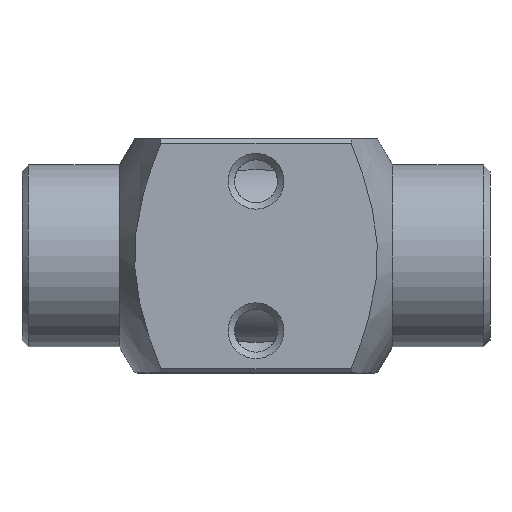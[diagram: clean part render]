
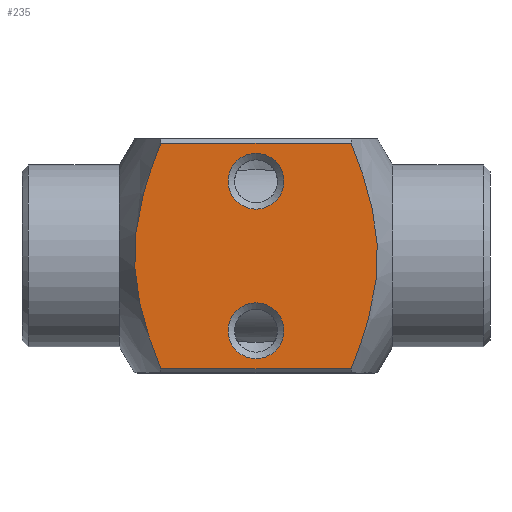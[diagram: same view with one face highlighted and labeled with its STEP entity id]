
A CAD part, front view. The second image highlights one B-rep face of the part: STEP entity #235.
In plain terms, the highlighted planar face has unit normal (0, -1, 0).
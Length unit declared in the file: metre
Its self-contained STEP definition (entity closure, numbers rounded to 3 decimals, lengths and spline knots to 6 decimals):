
#235 = ADVANCED_FACE( 'NONE', ( #582, #583, #584 ), #585, .F. );
#582 = FACE_OUTER_BOUND( '', #1069, .T. );
#583 = FACE_BOUND( '', #1070, .T. );
#584 = FACE_BOUND( '', #1071, .T. );
#585 = PLANE( '', #1072 );
#1069 = EDGE_LOOP( '', ( #1708, #1709, #1710, #1711 ) );
#1070 = EDGE_LOOP( '', ( #1712 ) );
#1071 = EDGE_LOOP( '', ( #1713 ) );
#1072 = AXIS2_PLACEMENT_3D( '', #1714, #1715, #1716 );
#1708 = ORIENTED_EDGE( '', *, *, #2881, .F. );
#1709 = ORIENTED_EDGE( '', *, *, #2882, .F. );
#1710 = ORIENTED_EDGE( '', *, *, #2883, .F. );
#1711 = ORIENTED_EDGE( '', *, *, #2884, .F. );
#1712 = ORIENTED_EDGE( '', *, *, #2885, .T. );
#1713 = ORIENTED_EDGE( '', *, *, #2878, .F. );
#1714 = CARTESIAN_POINT( '', ( -0.018, -0.009, -0.009 ) );
#1715 = DIRECTION( '', ( 0., 1., 0. ) );
#1716 = DIRECTION( '', ( 1., 0., 0. ) );
#2878 = EDGE_CURVE( 'NONE', #3488, #3488, #3489, .T. );
#2881 = EDGE_CURVE( 'NONE', #3493, #3494, #3495, .T. );
#2882 = EDGE_CURVE( 'NONE', #3496, #3493, #3497, .T. );
#2883 = EDGE_CURVE( 'NONE', #3498, #3496, #3499, .T. );
#2884 = EDGE_CURVE( 'NONE', #3494, #3498, #3500, .T. );
#2885 = EDGE_CURVE( 'NONE', #3501, #3501, #3502, .T. );
#3488 = VERTEX_POINT( '', #4467 );
#3489 = CIRCLE( '', #4468, 0.00215 );
#3493 = VERTEX_POINT( 'NONE', #4472 );
#3494 = VERTEX_POINT( 'NONE', #4473 );
#3495 = LINE( '', #4474, #4475 );
#3496 = VERTEX_POINT( 'NONE', #4476 );
#3497 = B_SPLINE_CURVE_WITH_KNOTS( '', 3, ( #4477, #4478, #4479, #4480, #4481, #4482, #4483, #4484, #4485, #4486, #4487, #4488, #4489, #4490, #4491, #4492, #4493, #4494, #4495, #4496, #4497, #4498 ), .UNSPECIFIED., .F., .F., ( 4, 1, 1, 1, 1, 1, 1, 1, 1, 1, 1, 1, 1, 1, 1, 1, 1, 1, 1, 4 ), ( 0., 0.03901, 0.076866, 0.113619, 0.149331, 0.184079, 0.21795, 0.25105, 0.314494, 0.37607, 0.439314, 0.501923, 0.563709, 0.626267, 0.68733, 0.750178, 0.808329, 0.869063, 0.93284, 1. ), .UNSPECIFIED. );
#3498 = VERTEX_POINT( 'NONE', #4499 );
#3499 = LINE( '', #4500, #4501 );
#3500 = B_SPLINE_CURVE_WITH_KNOTS( '', 3, ( #4502, #4503, #4504, #4505, #4506, #4507, #4508, #4509, #4510, #4511, #4512, #4513, #4514, #4515, #4516, #4517, #4518, #4519, #4520, #4521, #4522, #4523 ), .UNSPECIFIED., .F., .F., ( 4, 1, 1, 1, 1, 1, 1, 1, 1, 1, 1, 1, 1, 1, 1, 1, 1, 1, 1, 4 ), ( 0., 0.038806, 0.07647, 0.113041, 0.148582, 0.183167, 0.216881, 0.249829, 0.312671, 0.373741, 0.436292, 0.498084, 0.560687, 0.623938, 0.685507, 0.748958, 0.807377, 0.868398, 0.932491, 1. ), .UNSPECIFIED. );
#3501 = VERTEX_POINT( '', #4524 );
#3502 = CIRCLE( '', #4525, 0.00215 );
#4467 = CARTESIAN_POINT( '', ( 0., -0.009, 0.0079 ) );
#4468 = AXIS2_PLACEMENT_3D( '', #5717, #5718, #5719 );
#4472 = CARTESIAN_POINT( '', ( 0.007325, -0.009, -0.008675 ) );
#4473 = CARTESIAN_POINT( '', ( -0.007325, -0.009, -0.008675 ) );
#4474 = CARTESIAN_POINT( '', ( 0.015, -0.009, -0.008675 ) );
#4475 = VECTOR( '', #5723, 1. );
#4476 = CARTESIAN_POINT( '', ( 0.007325, -0.009, 0.008675 ) );
#4477 = CARTESIAN_POINT( '', ( 0.007325, -0.009, 0.008675 ) );
#4478 = CARTESIAN_POINT( '', ( 0.00741, -0.009, 0.008458 ) );
#4479 = CARTESIAN_POINT( '', ( 0.00758, -0.009, 0.008031 ) );
#4480 = CARTESIAN_POINT( '', ( 0.007818, -0.009, 0.007395 ) );
#4481 = CARTESIAN_POINT( '', ( 0.00804, -0.009, 0.006775 ) );
#4482 = CARTESIAN_POINT( '', ( 0.008244, -0.009, 0.006168 ) );
#4483 = CARTESIAN_POINT( '', ( 0.008432, -0.009, 0.005573 ) );
#4484 = CARTESIAN_POINT( '', ( 0.008602, -0.009, 0.00499 ) );
#4485 = CARTESIAN_POINT( '', ( 0.008804, -0.009, 0.004237 ) );
#4486 = CARTESIAN_POINT( '', ( 0.009015, -0.009, 0.003316 ) );
#4487 = CARTESIAN_POINT( '', ( 0.009203, -0.009, 0.002206 ) );
#4488 = CARTESIAN_POINT( '', ( 0.009321, -0.008999, 0.001092 ) );
#4489 = CARTESIAN_POINT( '', ( 0.009358, -0.009, -0.00003 ) );
#4490 = CARTESIAN_POINT( '', ( 0.009317, -0.008999, -0.001147 ) );
#4491 = CARTESIAN_POINT( '', ( 0.009197, -0.009001, -0.002249 ) );
#4492 = CARTESIAN_POINT( '', ( 0.009008, -0.009, -0.003347 ) );
#4493 = CARTESIAN_POINT( '', ( 0.008764, -0.009, -0.004408 ) );
#4494 = CARTESIAN_POINT( '', ( 0.008473, -0.009, -0.005454 ) );
#4495 = CARTESIAN_POINT( '', ( 0.00814, -0.009, -0.006493 ) );
#4496 = CARTESIAN_POINT( '', ( 0.007757, -0.009, -0.007573 ) );
#4497 = CARTESIAN_POINT( '', ( 0.007471, -0.009, -0.008301 ) );
#4498 = CARTESIAN_POINT( '', ( 0.007325, -0.009, -0.008675 ) );
#4499 = CARTESIAN_POINT( '', ( -0.007325, -0.009, 0.008675 ) );
#4500 = CARTESIAN_POINT( '', ( 0.015, -0.009, 0.008675 ) );
#4501 = VECTOR( '', #5724, 1. );
#4502 = CARTESIAN_POINT( '', ( -0.007325, -0.009, -0.008675 ) );
#4503 = CARTESIAN_POINT( '', ( -0.00741, -0.009, -0.008459 ) );
#4504 = CARTESIAN_POINT( '', ( -0.007578, -0.009, -0.008034 ) );
#4505 = CARTESIAN_POINT( '', ( -0.007815, -0.009, -0.007402 ) );
#4506 = CARTESIAN_POINT( '', ( -0.008036, -0.009, -0.006784 ) );
#4507 = CARTESIAN_POINT( '', ( -0.00824, -0.009, -0.00618 ) );
#4508 = CARTESIAN_POINT( '', ( -0.008427, -0.009, -0.005589 ) );
#4509 = CARTESIAN_POINT( '', ( -0.008597, -0.009, -0.005008 ) );
#4510 = CARTESIAN_POINT( '', ( -0.008798, -0.009, -0.004261 ) );
#4511 = CARTESIAN_POINT( '', ( -0.009008, -0.009, -0.003347 ) );
#4512 = CARTESIAN_POINT( '', ( -0.009197, -0.009001, -0.002249 ) );
#4513 = CARTESIAN_POINT( '', ( -0.009317, -0.008999, -0.001147 ) );
#4514 = CARTESIAN_POINT( '', ( -0.009358, -0.009, -0.00003 ) );
#4515 = CARTESIAN_POINT( '', ( -0.009321, -0.008999, 0.001092 ) );
#4516 = CARTESIAN_POINT( '', ( -0.009203, -0.009, 0.002206 ) );
#4517 = CARTESIAN_POINT( '', ( -0.009015, -0.009, 0.003316 ) );
#4518 = CARTESIAN_POINT( '', ( -0.00877, -0.009, 0.004385 ) );
#4519 = CARTESIAN_POINT( '', ( -0.008478, -0.009, 0.005438 ) );
#4520 = CARTESIAN_POINT( '', ( -0.008144, -0.009, 0.006482 ) );
#4521 = CARTESIAN_POINT( '', ( -0.00776, -0.009, 0.007567 ) );
#4522 = CARTESIAN_POINT( '', ( -0.007472, -0.009, 0.008299 ) );
#4523 = CARTESIAN_POINT( '', ( -0.007325, -0.009, 0.008675 ) );
#4524 = CARTESIAN_POINT( '', ( 0., -0.009, -0.0079 ) );
#4525 = AXIS2_PLACEMENT_3D( '', #5725, #5726, #5727 );
#5717 = CARTESIAN_POINT( '', ( 0., -0.009, 0.00575 ) );
#5718 = DIRECTION( '', ( 0., -1., 0. ) );
#5719 = DIRECTION( '', ( 0., 0., 1. ) );
#5723 = DIRECTION( '', ( -1., 0., 0. ) );
#5724 = DIRECTION( '', ( 1., 0., 0. ) );
#5725 = CARTESIAN_POINT( '', ( 0., -0.009, -0.00575 ) );
#5726 = DIRECTION( '', ( 0., 1., 0. ) );
#5727 = DIRECTION( '', ( 0., 0., -1. ) );
